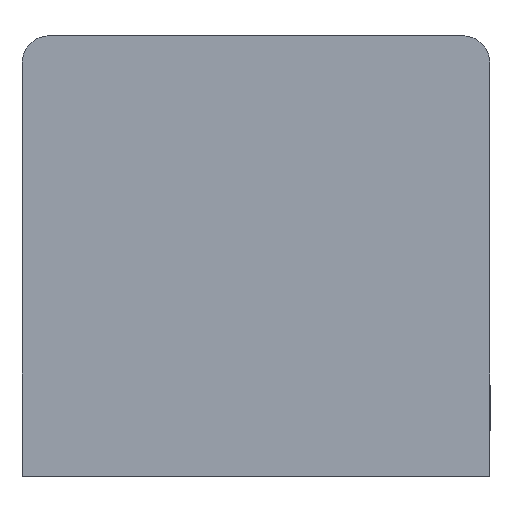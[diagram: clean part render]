
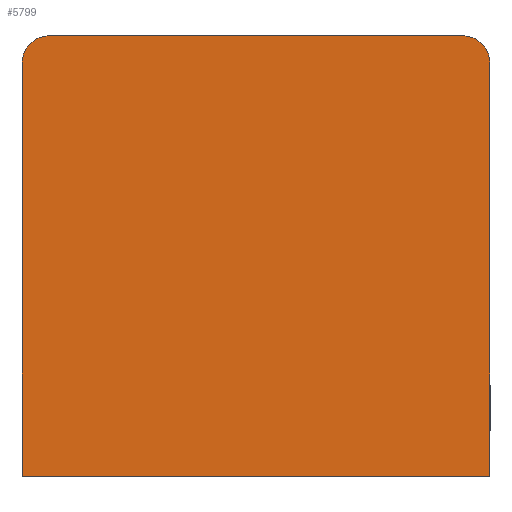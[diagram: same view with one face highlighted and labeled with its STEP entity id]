
A CAD part, left-side view. The second image highlights one B-rep face of the part: STEP entity #5799.
In plain terms, the highlighted planar face has unit normal (-1, 0, 0).
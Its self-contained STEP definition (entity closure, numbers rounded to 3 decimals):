
#464=AXIS2_PLACEMENT_3D('Circle Axis2P3D',#462,#463,$) ;
#4111=AXIS2_PLACEMENT_3D('Circle Axis2P3D',#4109,#4110,$) ;
#5779=AXIS2_PLACEMENT_3D('Plane Axis2P3D',#5776,#5777,#5778) ;
#356=CARTESIAN_POINT('Vertex',(0.,17.,0.)) ;
#370=CARTESIAN_POINT('Vertex',(0.,0.,0.)) ;
#373=CARTESIAN_POINT('Line Origine',(0.,8.5,0.)) ;
#452=CARTESIAN_POINT('Vertex',(0.,0.,15.)) ;
#459=CARTESIAN_POINT('Vertex',(0.,1.,16.)) ;
#462=CARTESIAN_POINT('Axis2P3D Location',(0.,1.,15.)) ;
#4099=CARTESIAN_POINT('Vertex',(0.,16.,16.)) ;
#4106=CARTESIAN_POINT('Vertex',(0.,17.,15.)) ;
#4109=CARTESIAN_POINT('Axis2P3D Location',(0.,16.,15.)) ;
#4126=CARTESIAN_POINT('Line Origine',(0.,8.5,16.)) ;
#5776=CARTESIAN_POINT('Axis2P3D Location',(0.,8.5,0.)) ;
#5781=CARTESIAN_POINT('Line Origine',(0.,17.,7.5)) ;
#5786=CARTESIAN_POINT('Line Origine',(0.,0.,7.5)) ;
#374=DIRECTION('Vector Direction',(0.,1.,0.)) ;
#463=DIRECTION('Axis2P3D Direction',(-1.,0.,0.)) ;
#4110=DIRECTION('Axis2P3D Direction',(-1.,0.,0.)) ;
#4127=DIRECTION('Vector Direction',(0.,-1.,0.)) ;
#5777=DIRECTION('Axis2P3D Direction',(-1.,0.,0.)) ;
#5778=DIRECTION('Axis2P3D XDirection',(0.,-1.,0.)) ;
#5782=DIRECTION('Vector Direction',(0.,0.,1.)) ;
#5787=DIRECTION('Vector Direction',(0.,0.,-1.)) ;
#375=VECTOR('Line Direction',#374,1.) ;
#4128=VECTOR('Line Direction',#4127,1.) ;
#5783=VECTOR('Line Direction',#5782,1.) ;
#5788=VECTOR('Line Direction',#5787,1.) ;
#5792=ORIENTED_EDGE('',*,*,#466,.T.) ;
#5793=ORIENTED_EDGE('',*,*,#4130,.T.) ;
#5794=ORIENTED_EDGE('',*,*,#4113,.T.) ;
#5795=ORIENTED_EDGE('',*,*,#5785,.T.) ;
#5796=ORIENTED_EDGE('',*,*,#377,.T.) ;
#5797=ORIENTED_EDGE('',*,*,#5790,.T.) ;
#5799=ADVANCED_FACE('Koerper.2',(#5798),#5780,.T.) ;
#465=CIRCLE('generated circle',#464,1.) ;
#4112=CIRCLE('generated circle',#4111,1.) ;
#377=EDGE_CURVE('',#357,#371,#376,.F.) ;
#466=EDGE_CURVE('',#453,#460,#465,.T.) ;
#4113=EDGE_CURVE('',#4100,#4107,#4112,.T.) ;
#4130=EDGE_CURVE('',#460,#4100,#4129,.F.) ;
#5785=EDGE_CURVE('',#4107,#357,#5784,.F.) ;
#5790=EDGE_CURVE('',#371,#453,#5789,.F.) ;
#5791=EDGE_LOOP('',(#5792,#5793,#5794,#5795,#5796,#5797)) ;
#5798=FACE_OUTER_BOUND('',#5791,.T.) ;
#376=LINE('Line',#373,#375) ;
#4129=LINE('Line',#4126,#4128) ;
#5784=LINE('Line',#5781,#5783) ;
#5789=LINE('Line',#5786,#5788) ;
#5780=PLANE('',#5779) ;
#357=VERTEX_POINT('',#356) ;
#371=VERTEX_POINT('',#370) ;
#453=VERTEX_POINT('',#452) ;
#460=VERTEX_POINT('',#459) ;
#4100=VERTEX_POINT('',#4099) ;
#4107=VERTEX_POINT('',#4106) ;
